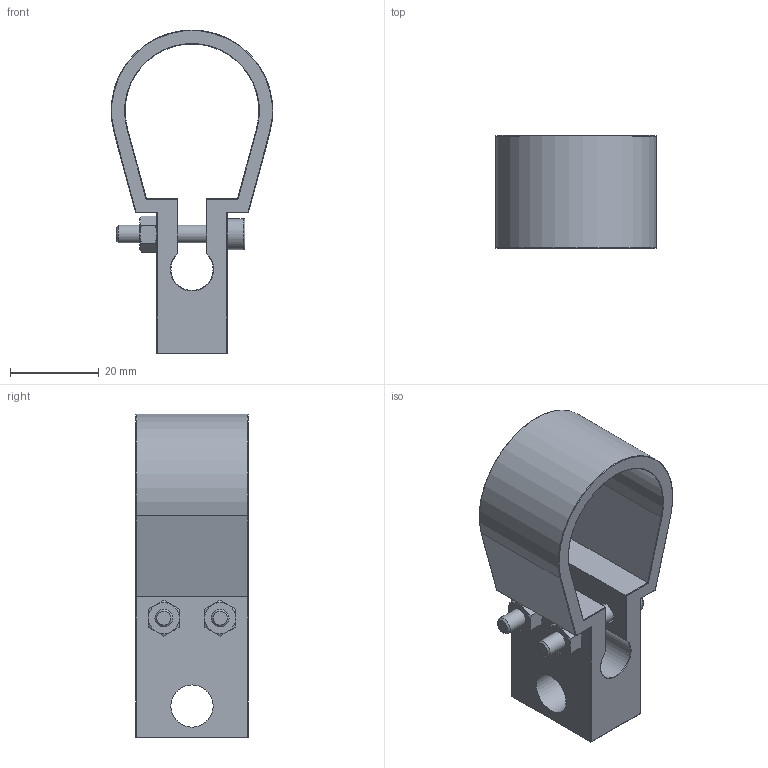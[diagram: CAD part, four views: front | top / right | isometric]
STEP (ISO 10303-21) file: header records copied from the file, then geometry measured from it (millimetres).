
FILE_DESCRIPTION(('FreeCAD Model'),'2;1');
FILE_NAME('MB6 Bracket.step','2016-03-31T12:05:02',('Technical Support'),( 'Firgelli Automations Inc'),'Open CASCADE STEP processor 6.8', 'FreeCAD','Unknown');
FILE_SCHEMA(('AUTOMOTIVE_DESIGN_CC2 { 1 2 10303 214 -1 1 5 4 }'));
Length unit declared in the file: millimetre
Products named in the file (1): MB6_Bracket
Bounding box: 36.38 x 25.4 x 72.96 mm (x, y, z)
Volume: 18397.3 mm3; surface area: 11679.5 mm2
Topology: 1 solids, 1 shells, 139 faces, 303 edges, 176 vertices
Faces by surface type: plane 49, cylinder 44, cone 28, torus 10, sphere 8
Full cylindrical faces by diameter (mm): 4 x4, 4.953 x4, 7 x2, 9.525 x1
Entity records: 15346 total; most frequent: CARTESIAN_POINT 9051, DIRECTION 815, ORIENTED_EDGE 602, PCURVE 602, DEFINITIONAL_REPRESENTATION 602, B_SPLINE_CURVE_WITH_KNOTS 319, EDGE_CURVE 301, LINE 300
